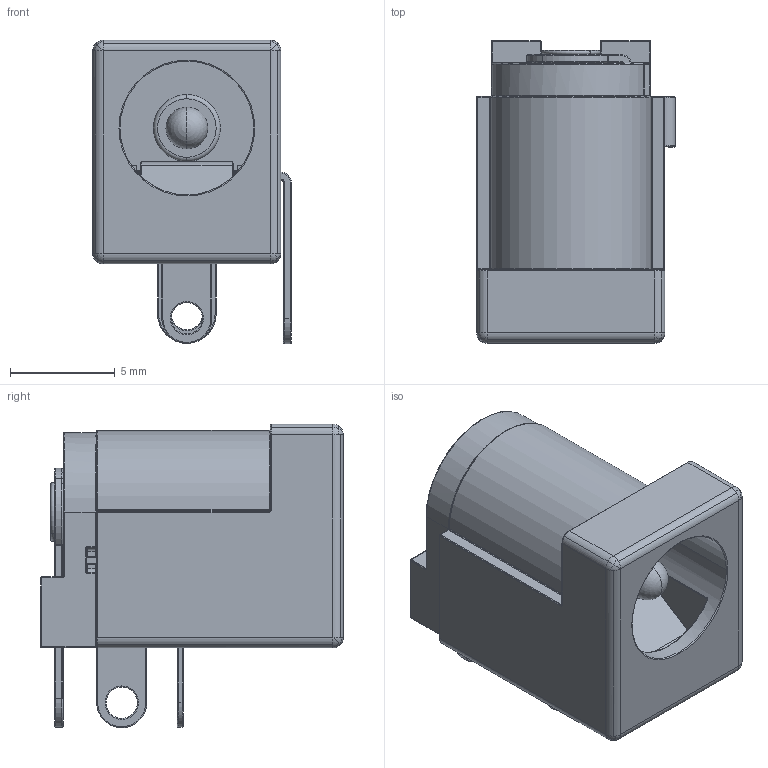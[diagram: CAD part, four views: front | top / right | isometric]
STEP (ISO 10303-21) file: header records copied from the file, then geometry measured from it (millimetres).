
FILE_DESCRIPTION (( 'STEP AP203' ), '1' );
FILE_NAME ('DC-005.STEP', '2022-07-04T12:10:53', ( '' ), ( '' ), 'SwSTEP 2.0', 'SolidWorks 2021', '' );
FILE_SCHEMA (( 'CONFIG_CONTROL_DESIGN' ));
Length unit declared in the file: millimetre
Products named in the file (1): DC-005
Bounding box: 9.49 x 14.48 x 14.52 mm (x, y, z)
Volume: 708.4 mm3; surface area: 1746.3 mm2
Topology: 3 solids, 3 shells, 1220 faces, 2917 edges, 1693 vertices
Faces by surface type: cylinder 595, sphere 281, torus 156, plane 120, bspline 68
Entity records: 36893 total; most frequent: CARTESIAN_POINT 8182, DIRECTION 6669, ORIENTED_EDGE 5796, EDGE_CURVE 2898, AXIS2_PLACEMENT_3D 2877, CIRCLE 1724, VERTEX_POINT 1692, EDGE_LOOP 1240
